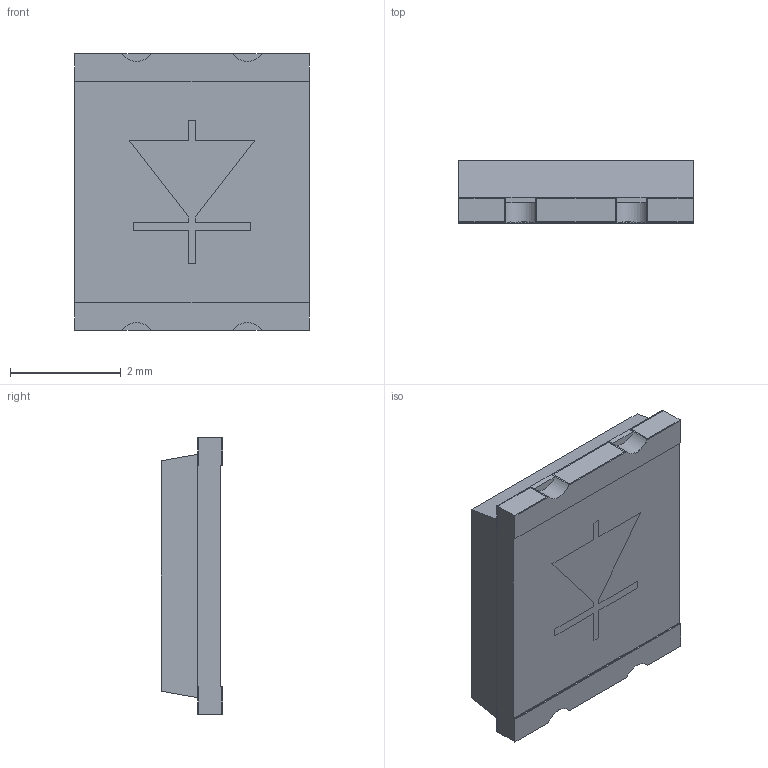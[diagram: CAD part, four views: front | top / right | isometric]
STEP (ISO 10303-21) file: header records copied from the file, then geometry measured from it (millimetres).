
FILE_DESCRIPTION (( 'STEP AP214' ), '1' );
FILE_NAME ('TEMD5510FX01.STEP', '2022-08-11T08:56:38', ( '' ), ( '' ), 'SwSTEP 2.0', 'SolidWorks 2017', '' );
FILE_SCHEMA (( 'AUTOMOTIVE_DESIGN' ));
Length unit declared in the file: millimetre
Products named in the file (1): TEMD5510FX01
Bounding box: 4.24 x 1.12 x 5 mm (x, y, z)
Volume: 21 mm3; surface area: 122.6 mm2
Topology: 9 solids, 9 shells, 117 faces, 300 edges, 200 vertices
Faces by surface type: plane 101, cylinder 16
Entity records: 3620 total; most frequent: CARTESIAN_POINT 618, ORIENTED_EDGE 600, DIRECTION 568, EDGE_CURVE 300, LINE 268, VECTOR 268, VERTEX_POINT 200, AXIS2_PLACEMENT_3D 150
